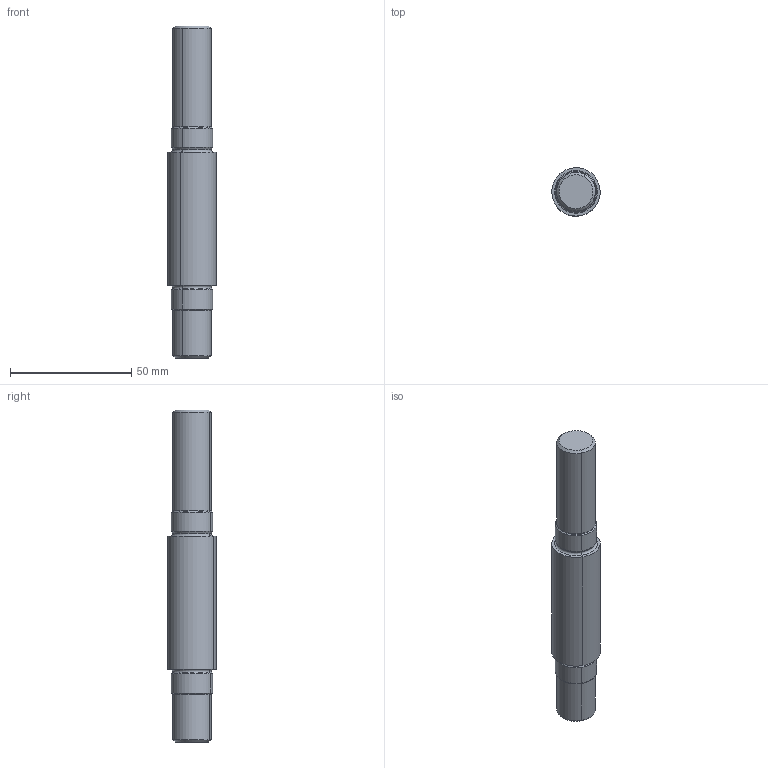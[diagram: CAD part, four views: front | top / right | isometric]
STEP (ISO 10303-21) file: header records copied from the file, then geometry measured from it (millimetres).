
FILE_DESCRIPTION(('CATIA V5 STEP Exchange'),'2;1');
FILE_NAME('EOLX1.0 Banc d''essai\EOLX1.0-D-000-005_A.stp','2020-01-30T21:52:05+00:00',('none'),('none'),'CATIA Version 5 Release 21 GA (IN-10)','CATIA V5 STEP AP203','none');
FILE_SCHEMA(('CONFIG_CONTROL_DESIGN'));
Length unit declared in the file: millimetre
Products named in the file (1): EOLX1.0-D-000-005_A
Bounding box: 19.99 x 19.99 x 137 mm (x, y, z)
Volume: 34177.9 mm3; surface area: 8197.6 mm2
Topology: 1 solids, 1 shells, 34 faces, 66 edges, 36 vertices
Faces by surface type: cone 12, cylinder 10, torus 8, plane 4
Entity records: 775 total; most frequent: ORIENTED_EDGE 132, CARTESIAN_POINT 120, DIRECTION 100, EDGE_CURVE 66, AXIS2_PLACEMENT_3D 62, CIRCLE 44, EDGE_LOOP 36, VERTEX_POINT 36
